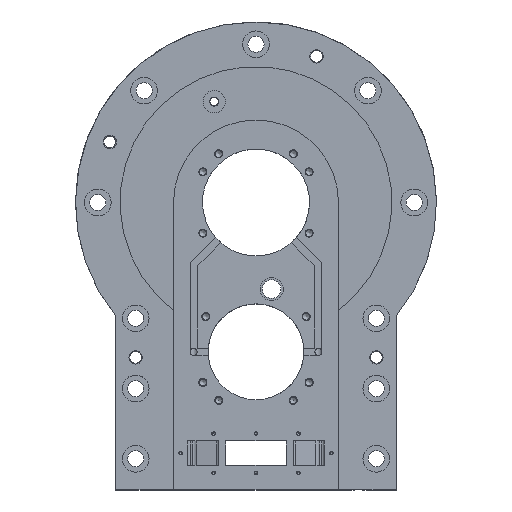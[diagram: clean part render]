
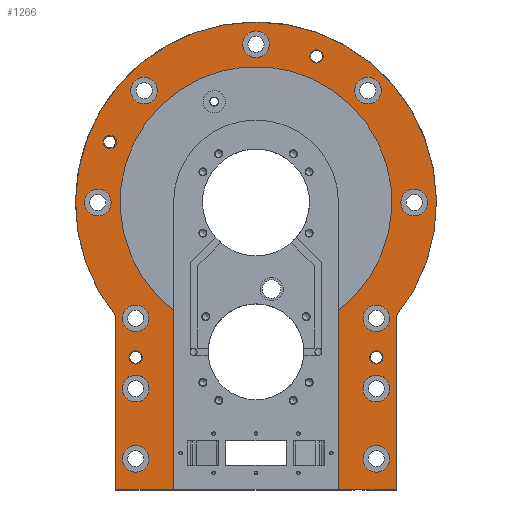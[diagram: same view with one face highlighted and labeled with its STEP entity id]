
A CAD part, top view. The second image highlights one B-rep face of the part: STEP entity #1266.
In plain terms, the highlighted planar face has unit normal (0, 0, 1).
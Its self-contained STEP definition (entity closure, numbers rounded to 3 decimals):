
#846=FACE_BOUND('',#1637,.T.);
#847=FACE_BOUND('',#1638,.T.);
#848=FACE_BOUND('',#1639,.T.);
#849=FACE_BOUND('',#1640,.T.);
#850=FACE_BOUND('',#1641,.T.);
#851=FACE_BOUND('',#1642,.T.);
#852=FACE_BOUND('',#1643,.T.);
#853=FACE_BOUND('',#1644,.T.);
#854=FACE_BOUND('',#1645,.T.);
#855=FACE_BOUND('',#1646,.T.);
#856=FACE_BOUND('',#1647,.T.);
#857=FACE_BOUND('',#1648,.T.);
#858=FACE_BOUND('',#1649,.T.);
#859=FACE_BOUND('',#1650,.T.);
#860=FACE_BOUND('',#1651,.T.);
#861=FACE_BOUND('',#1652,.T.);
#1266=ADVANCED_FACE('',(#846,#847,#848,#849,#850,#851,#852,#853,#854,#855,
#856,#857,#858,#859,#860,#861),#1478,.F.);
#1478=PLANE('',#4131);
#1637=EDGE_LOOP('',(#2252));
#1638=EDGE_LOOP('',(#2253));
#1639=EDGE_LOOP('',(#2254));
#1640=EDGE_LOOP('',(#2255));
#1641=EDGE_LOOP('',(#2256));
#1642=EDGE_LOOP('',(#2257));
#1643=EDGE_LOOP('',(#2258));
#1644=EDGE_LOOP('',(#2259));
#1645=EDGE_LOOP('',(#2260));
#1646=EDGE_LOOP('',(#2261));
#1647=EDGE_LOOP('',(#2262));
#1648=EDGE_LOOP('',(#2263));
#1649=EDGE_LOOP('',(#2264));
#1650=EDGE_LOOP('',(#2265));
#1651=EDGE_LOOP('',(#2266));
#1652=EDGE_LOOP('',(#2267,#2268,#2269,#2270,#2271,#2272,#2273,#2274));
#2018=CIRCLE('',#4105,305.);
#2023=CIRCLE('',#4114,405.);
#2024=CIRCLE('',#4116,15.);
#2025=CIRCLE('',#4117,15.);
#2026=CIRCLE('',#4118,15.);
#2027=CIRCLE('',#4119,15.);
#2028=CIRCLE('',#4120,30.);
#2029=CIRCLE('',#4121,30.);
#2030=CIRCLE('',#4122,30.);
#2031=CIRCLE('',#4123,30.);
#2032=CIRCLE('',#4124,30.);
#2033=CIRCLE('',#4125,30.);
#2034=CIRCLE('',#4126,30.);
#2035=CIRCLE('',#4127,30.);
#2036=CIRCLE('',#4128,30.);
#2037=CIRCLE('',#4129,30.);
#2038=CIRCLE('',#4130,30.);
#2252=ORIENTED_EDGE('',*,*,#3358,.T.);
#2253=ORIENTED_EDGE('',*,*,#3359,.T.);
#2254=ORIENTED_EDGE('',*,*,#3360,.T.);
#2255=ORIENTED_EDGE('',*,*,#3361,.T.);
#2256=ORIENTED_EDGE('',*,*,#3362,.T.);
#2257=ORIENTED_EDGE('',*,*,#3363,.T.);
#2258=ORIENTED_EDGE('',*,*,#3364,.T.);
#2259=ORIENTED_EDGE('',*,*,#3365,.T.);
#2260=ORIENTED_EDGE('',*,*,#3366,.T.);
#2261=ORIENTED_EDGE('',*,*,#3367,.T.);
#2262=ORIENTED_EDGE('',*,*,#3368,.T.);
#2263=ORIENTED_EDGE('',*,*,#3369,.T.);
#2264=ORIENTED_EDGE('',*,*,#3370,.T.);
#2265=ORIENTED_EDGE('',*,*,#3371,.T.);
#2266=ORIENTED_EDGE('',*,*,#3372,.T.);
#2267=ORIENTED_EDGE('',*,*,#3330,.T.);
#2268=ORIENTED_EDGE('',*,*,#3334,.T.);
#2269=ORIENTED_EDGE('',*,*,#3337,.T.);
#2270=ORIENTED_EDGE('',*,*,#3340,.T.);
#2271=ORIENTED_EDGE('',*,*,#3343,.T.);
#2272=ORIENTED_EDGE('',*,*,#3348,.T.);
#2273=ORIENTED_EDGE('',*,*,#3351,.T.);
#2274=ORIENTED_EDGE('',*,*,#3357,.T.);
#2998=VERTEX_POINT('',#5559);
#2999=VERTEX_POINT('',#5561);
#3001=VERTEX_POINT('',#5567);
#3003=VERTEX_POINT('',#5573);
#3005=VERTEX_POINT('',#5579);
#3007=VERTEX_POINT('',#5585);
#3011=VERTEX_POINT('',#5595);
#3013=VERTEX_POINT('',#5601);
#3018=VERTEX_POINT('',#5634);
#3019=VERTEX_POINT('',#5636);
#3020=VERTEX_POINT('',#5638);
#3021=VERTEX_POINT('',#5640);
#3022=VERTEX_POINT('',#5642);
#3023=VERTEX_POINT('',#5644);
#3024=VERTEX_POINT('',#5646);
#3025=VERTEX_POINT('',#5648);
#3026=VERTEX_POINT('',#5650);
#3027=VERTEX_POINT('',#5652);
#3028=VERTEX_POINT('',#5654);
#3029=VERTEX_POINT('',#5656);
#3030=VERTEX_POINT('',#5658);
#3031=VERTEX_POINT('',#5660);
#3032=VERTEX_POINT('',#5662);
#3330=EDGE_CURVE('',#2999,#2998,#3720,.T.);
#3334=EDGE_CURVE('',#2998,#3001,#3724,.T.);
#3337=EDGE_CURVE('',#3001,#3003,#3727,.T.);
#3340=EDGE_CURVE('',#3003,#3005,#2018,.T.);
#3343=EDGE_CURVE('',#3005,#3007,#3731,.T.);
#3348=EDGE_CURVE('',#3007,#3011,#3735,.T.);
#3351=EDGE_CURVE('',#3011,#3013,#3738,.T.);
#3357=EDGE_CURVE('',#3013,#2999,#2023,.T.);
#3358=EDGE_CURVE('',#3018,#3018,#2024,.T.);
#3359=EDGE_CURVE('',#3019,#3019,#2025,.T.);
#3360=EDGE_CURVE('',#3020,#3020,#2026,.T.);
#3361=EDGE_CURVE('',#3021,#3021,#2027,.T.);
#3362=EDGE_CURVE('',#3022,#3022,#2028,.T.);
#3363=EDGE_CURVE('',#3023,#3023,#2029,.T.);
#3364=EDGE_CURVE('',#3024,#3024,#2030,.T.);
#3365=EDGE_CURVE('',#3025,#3025,#2031,.T.);
#3366=EDGE_CURVE('',#3026,#3026,#2032,.T.);
#3367=EDGE_CURVE('',#3027,#3027,#2033,.T.);
#3368=EDGE_CURVE('',#3028,#3028,#2034,.T.);
#3369=EDGE_CURVE('',#3029,#3029,#2035,.T.);
#3370=EDGE_CURVE('',#3030,#3030,#2036,.T.);
#3371=EDGE_CURVE('',#3031,#3031,#2037,.T.);
#3372=EDGE_CURVE('',#3032,#3032,#2038,.T.);
#3720=LINE('',#5560,#3911);
#3724=LINE('',#5568,#3915);
#3727=LINE('',#5574,#3918);
#3731=LINE('',#5586,#3922);
#3735=LINE('',#5596,#3926);
#3738=LINE('',#5602,#3929);
#3911=VECTOR('',#4526,1.);
#3915=VECTOR('',#4532,1.);
#3918=VECTOR('',#4537,1.);
#3922=VECTOR('',#4549,1.);
#3926=VECTOR('',#4557,1.);
#3929=VECTOR('',#4562,1.);
#4105=AXIS2_PLACEMENT_3D('',#5580,#4543,#4544);
#4114=AXIS2_PLACEMENT_3D('',#5631,#4571,#4572);
#4116=AXIS2_PLACEMENT_3D('',#5633,#4575,#4576);
#4117=AXIS2_PLACEMENT_3D('',#5635,#4577,#4578);
#4118=AXIS2_PLACEMENT_3D('',#5637,#4579,#4580);
#4119=AXIS2_PLACEMENT_3D('',#5639,#4581,#4582);
#4120=AXIS2_PLACEMENT_3D('',#5641,#4583,#4584);
#4121=AXIS2_PLACEMENT_3D('',#5643,#4585,#4586);
#4122=AXIS2_PLACEMENT_3D('',#5645,#4587,#4588);
#4123=AXIS2_PLACEMENT_3D('',#5647,#4589,#4590);
#4124=AXIS2_PLACEMENT_3D('',#5649,#4591,#4592);
#4125=AXIS2_PLACEMENT_3D('',#5651,#4593,#4594);
#4126=AXIS2_PLACEMENT_3D('',#5653,#4595,#4596);
#4127=AXIS2_PLACEMENT_3D('',#5655,#4597,#4598);
#4128=AXIS2_PLACEMENT_3D('',#5657,#4599,#4600);
#4129=AXIS2_PLACEMENT_3D('',#5659,#4601,#4602);
#4130=AXIS2_PLACEMENT_3D('',#5661,#4603,#4604);
#4131=AXIS2_PLACEMENT_3D('',#5663,#4605,#4606);
#4526=DIRECTION('',(0.,-1.,0.));
#4532=DIRECTION('',(1.,0.,0.));
#4537=DIRECTION('',(0.,1.,0.));
#4543=DIRECTION('',(0.,0.,-1.));
#4544=DIRECTION('',(0.,-1.,0.));
#4549=DIRECTION('',(0.,-1.,0.));
#4557=DIRECTION('',(1.,0.,0.));
#4562=DIRECTION('',(0.,1.,0.));
#4571=DIRECTION('',(0.,0.,1.));
#4572=DIRECTION('',(0.,-1.,0.));
#4575=DIRECTION('',(0.,0.,-1.));
#4576=DIRECTION('',(-1.,0.,0.));
#4577=DIRECTION('',(0.,0.,-1.));
#4578=DIRECTION('',(-1.,0.,0.));
#4579=DIRECTION('',(0.,0.,-1.));
#4580=DIRECTION('',(-1.,0.,0.));
#4581=DIRECTION('',(0.,0.,-1.));
#4582=DIRECTION('',(-1.,0.,0.));
#4583=DIRECTION('',(0.,0.,-1.));
#4584=DIRECTION('',(-1.,0.,0.));
#4585=DIRECTION('',(0.,0.,-1.));
#4586=DIRECTION('',(-1.,0.,0.));
#4587=DIRECTION('',(0.,0.,-1.));
#4588=DIRECTION('',(-1.,0.,0.));
#4589=DIRECTION('',(0.,0.,-1.));
#4590=DIRECTION('',(-1.,0.,0.));
#4591=DIRECTION('',(0.,0.,-1.));
#4592=DIRECTION('',(-1.,0.,0.));
#4593=DIRECTION('',(0.,0.,-1.));
#4594=DIRECTION('',(-1.,0.,0.));
#4595=DIRECTION('',(0.,0.,-1.));
#4596=DIRECTION('',(-1.,0.,0.));
#4597=DIRECTION('',(0.,0.,-1.));
#4598=DIRECTION('',(-1.,0.,0.));
#4599=DIRECTION('',(0.,0.,-1.));
#4600=DIRECTION('',(-1.,0.,0.));
#4601=DIRECTION('',(0.,0.,-1.));
#4602=DIRECTION('',(-1.,0.,0.));
#4603=DIRECTION('',(0.,0.,-1.));
#4604=DIRECTION('',(-1.,0.,0.));
#4605=DIRECTION('',(0.,0.,-1.));
#4606=DIRECTION('',(-1.,0.,0.));
#5559=CARTESIAN_POINT('',(-315.,-645.,215.));
#5560=CARTESIAN_POINT('',(-315.,-254.558,215.));
#5561=CARTESIAN_POINT('',(-315.,-254.558,215.));
#5567=CARTESIAN_POINT('',(-185.,-645.,215.));
#5568=CARTESIAN_POINT('',(-315.,-645.,215.));
#5573=CARTESIAN_POINT('',(-185.,-242.487,215.));
#5574=CARTESIAN_POINT('',(-185.,-645.,215.));
#5579=CARTESIAN_POINT('',(185.,-242.487,215.));
#5580=CARTESIAN_POINT('',(0.,0.,215.));
#5585=CARTESIAN_POINT('',(185.,-645.,215.));
#5586=CARTESIAN_POINT('',(185.,-242.487,215.));
#5595=CARTESIAN_POINT('',(315.,-645.,215.));
#5596=CARTESIAN_POINT('',(185.,-645.,215.));
#5601=CARTESIAN_POINT('',(315.,-254.558,215.));
#5602=CARTESIAN_POINT('',(315.,-645.,215.));
#5631=CARTESIAN_POINT('',(0.,0.,215.));
#5633=CARTESIAN_POINT('',(135.853,327.977,215.));
#5634=CARTESIAN_POINT('',(120.853,327.977,215.));
#5635=CARTESIAN_POINT('',(-327.977,135.853,215.));
#5636=CARTESIAN_POINT('',(-342.977,135.853,215.));
#5637=CARTESIAN_POINT('',(270.,-347.5,215.));
#5638=CARTESIAN_POINT('',(255.,-347.5,215.));
#5639=CARTESIAN_POINT('',(-270.,-347.5,215.));
#5640=CARTESIAN_POINT('',(-285.,-347.5,215.));
#5641=CARTESIAN_POINT('',(355.,0.,215.));
#5642=CARTESIAN_POINT('',(325.,0.,215.));
#5643=CARTESIAN_POINT('',(270.,-260.,215.));
#5644=CARTESIAN_POINT('',(240.,-260.,215.));
#5645=CARTESIAN_POINT('',(270.,-417.5,215.));
#5646=CARTESIAN_POINT('',(240.,-417.5,215.));
#5647=CARTESIAN_POINT('',(270.,-575.,215.));
#5648=CARTESIAN_POINT('',(240.,-575.,215.));
#5649=CARTESIAN_POINT('',(251.023,251.023,215.));
#5650=CARTESIAN_POINT('',(221.023,251.023,215.));
#5651=CARTESIAN_POINT('',(0.,355.,215.));
#5652=CARTESIAN_POINT('',(-30.,355.,215.));
#5653=CARTESIAN_POINT('',(-251.023,251.023,215.));
#5654=CARTESIAN_POINT('',(-281.023,251.023,215.));
#5655=CARTESIAN_POINT('',(-270.,-260.,215.));
#5656=CARTESIAN_POINT('',(-300.,-260.,215.));
#5657=CARTESIAN_POINT('',(-270.,-417.5,215.));
#5658=CARTESIAN_POINT('',(-300.,-417.5,215.));
#5659=CARTESIAN_POINT('',(-270.,-575.,215.));
#5660=CARTESIAN_POINT('',(-300.,-575.,215.));
#5661=CARTESIAN_POINT('',(-355.,0.,215.));
#5662=CARTESIAN_POINT('',(-385.,0.,215.));
#5663=CARTESIAN_POINT('',(0.,0.,215.));
